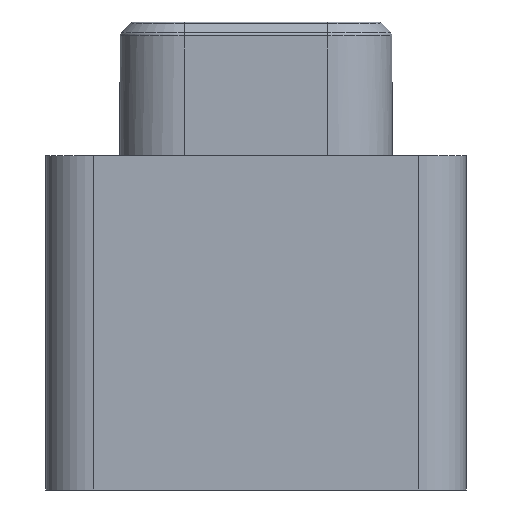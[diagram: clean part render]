
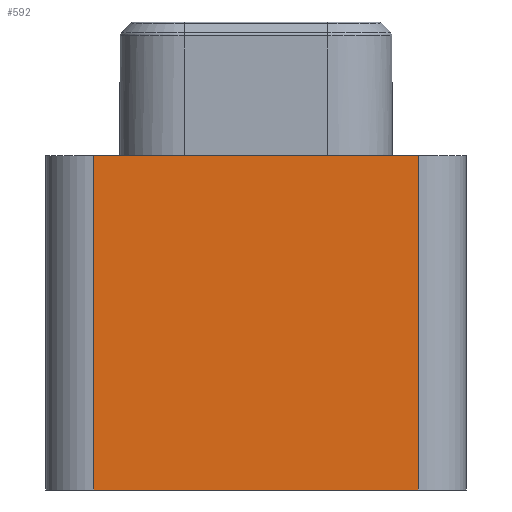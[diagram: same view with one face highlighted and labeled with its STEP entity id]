
A CAD part, front view. The second image highlights one B-rep face of the part: STEP entity #592.
In plain terms, the highlighted planar face has unit normal (0, -1, 0).
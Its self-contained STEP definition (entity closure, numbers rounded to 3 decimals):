
#166 = VERTEX_POINT('',#167);
#167 = CARTESIAN_POINT('',(26.6,-2.75,7.5));
#174 = EDGE_CURVE('',#175,#166,#177,.T.);
#175 = VERTEX_POINT('',#176);
#176 = CARTESIAN_POINT('',(33.4,-2.75,7.5));
#177 = LINE('',#178,#179);
#178 = CARTESIAN_POINT('',(31.7,-2.75,7.5));
#179 = VECTOR('',#180,1.);
#180 = DIRECTION('',(-1.,0.,0.));
#572 = VERTEX_POINT('',#573);
#573 = CARTESIAN_POINT('',(33.4,-2.75,0.5));
#580 = EDGE_CURVE('',#572,#175,#581,.T.);
#581 = LINE('',#582,#583);
#582 = CARTESIAN_POINT('',(33.4,-2.75,0.5));
#583 = VECTOR('',#584,1.);
#584 = DIRECTION('',(0.,0.,1.));
#592 = ADVANCED_FACE('',(#593),#611,.T.);
#593 = FACE_BOUND('',#594,.T.);
#594 = EDGE_LOOP('',(#595,#603,#604,#605));
#595 = ORIENTED_EDGE('',*,*,#596,.F.);
#596 = EDGE_CURVE('',#572,#597,#599,.T.);
#597 = VERTEX_POINT('',#598);
#598 = CARTESIAN_POINT('',(26.6,-2.75,0.5));
#599 = LINE('',#600,#601);
#600 = CARTESIAN_POINT('',(33.4,-2.75,0.5));
#601 = VECTOR('',#602,1.);
#602 = DIRECTION('',(-1.,0.,0.));
#603 = ORIENTED_EDGE('',*,*,#580,.T.);
#604 = ORIENTED_EDGE('',*,*,#174,.T.);
#605 = ORIENTED_EDGE('',*,*,#606,.F.);
#606 = EDGE_CURVE('',#597,#166,#607,.T.);
#607 = LINE('',#608,#609);
#608 = CARTESIAN_POINT('',(26.6,-2.75,0.5));
#609 = VECTOR('',#610,1.);
#610 = DIRECTION('',(0.,0.,1.));
#611 = PLANE('',#612);
#612 = AXIS2_PLACEMENT_3D('',#613,#614,#615);
#613 = CARTESIAN_POINT('',(33.4,-2.75,0.5));
#614 = DIRECTION('',(0.,-1.,0.));
#615 = DIRECTION('',(-1.,0.,0.));
